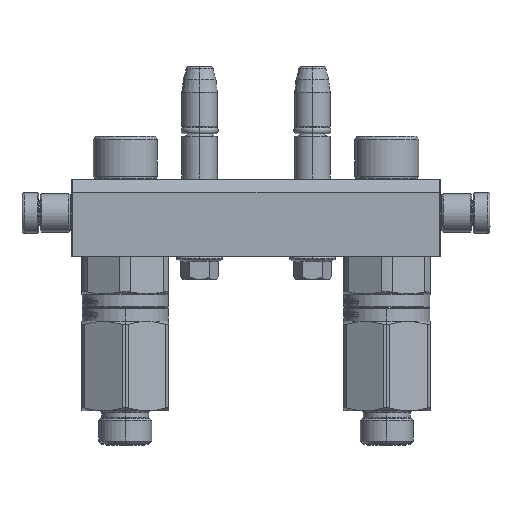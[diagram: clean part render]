
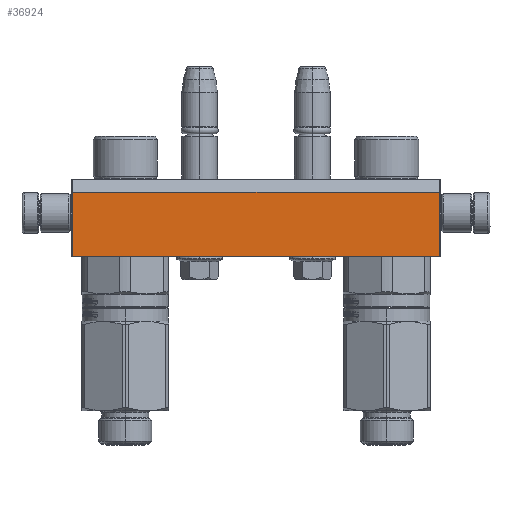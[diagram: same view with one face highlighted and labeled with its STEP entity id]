
A CAD part, left-side view. The second image highlights one B-rep face of the part: STEP entity #36924.
In plain terms, the highlighted face is planar.
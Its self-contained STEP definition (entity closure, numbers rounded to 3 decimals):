
#188 = DIRECTION ( 'NONE',  ( 0., 1., 0. ) ) ;
#470 = CARTESIAN_POINT ( 'NONE',  ( 143.5, 5., -90. ) ) ;
#1909 = VERTEX_POINT ( 'NONE', #22589 ) ;
#2126 = VERTEX_POINT ( 'NONE', #470 ) ;
#4147 = DIRECTION ( 'NONE',  ( 0., 0., -1. ) ) ;
#6981 = LINE ( 'NONE', #48946, #26974 ) ;
#7076 = AXIS2_PLACEMENT_3D ( 'NONE', #28069, #4147, #36044 ) ;
#8437 = DIRECTION ( 'NONE',  ( -1., 0., 0. ) ) ;
#8549 = DIRECTION ( 'NONE',  ( -1., 0., 0. ) ) ;
#9593 = VECTOR ( 'NONE', #8549, 1000. ) ;
#15420 = CARTESIAN_POINT ( 'NONE',  ( 0.5, 5., -90. ) ) ;
#17548 = PLANE ( 'NONE',  #7076 ) ;
#17589 = ORIENTED_EDGE ( 'NONE', *, *, #33164, .T. ) ;
#18023 = VECTOR ( 'NONE', #188, 1000. ) ;
#18329 = CARTESIAN_POINT ( 'NONE',  ( 143.5, 5., -90. ) ) ;
#20132 = LINE ( 'NONE', #18329, #39383 ) ;
#21021 = LINE ( 'NONE', #54184, #9593 ) ;
#22589 = CARTESIAN_POINT ( 'NONE',  ( 0.5, 30., -90. ) ) ;
#23457 = DIRECTION ( 'NONE',  ( 0., 1., 0. ) ) ;
#26974 = VECTOR ( 'NONE', #8437, 1000. ) ;
#27478 = CARTESIAN_POINT ( 'NONE',  ( 0.5, 5., -90. ) ) ;
#28069 = CARTESIAN_POINT ( 'NONE',  ( 144., 0., -90. ) ) ;
#33164 = EDGE_CURVE ( 'NONE', #2126, #36564, #21021, .T. ) ;
#33475 = FACE_OUTER_BOUND ( 'NONE', #55144, .T. ) ;
#36044 = DIRECTION ( 'NONE',  ( -1., 0., 0. ) ) ;
#36564 = VERTEX_POINT ( 'NONE', #15420 ) ;
#36924 = ADVANCED_FACE ( 'NONE', ( #33475 ), #17548, .T. ) ;
#37423 = EDGE_CURVE ( 'NONE', #56458, #1909, #6981, .T. ) ;
#39383 = VECTOR ( 'NONE', #23457, 1000. ) ;
#40517 = ORIENTED_EDGE ( 'NONE', *, *, #50481, .F. ) ;
#43675 = LINE ( 'NONE', #27478, #18023 ) ;
#47946 = ORIENTED_EDGE ( 'NONE', *, *, #50472, .T. ) ;
#48946 = CARTESIAN_POINT ( 'NONE',  ( 143.5, 30., -90. ) ) ;
#50097 = CARTESIAN_POINT ( 'NONE',  ( 143.5, 30., -90. ) ) ;
#50472 = EDGE_CURVE ( 'NONE', #36564, #1909, #43675, .T. ) ;
#50481 = EDGE_CURVE ( 'NONE', #2126, #56458, #20132, .T. ) ;
#53903 = ORIENTED_EDGE ( 'NONE', *, *, #37423, .F. ) ;
#54184 = CARTESIAN_POINT ( 'NONE',  ( 143.5, 5., -90. ) ) ;
#55144 = EDGE_LOOP ( 'NONE', ( #53903, #40517, #17589, #47946 ) ) ;
#56458 = VERTEX_POINT ( 'NONE', #50097 ) ;
